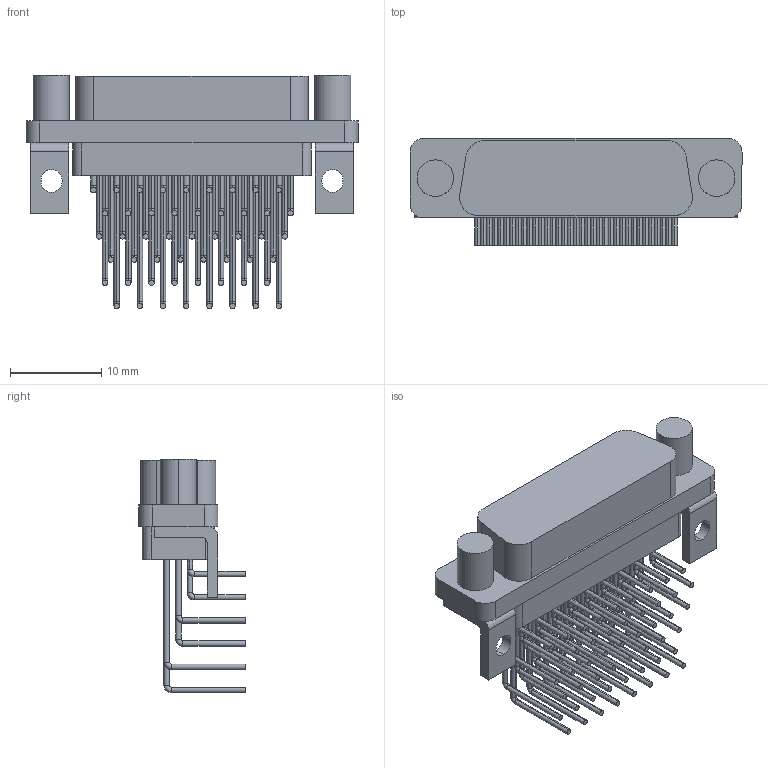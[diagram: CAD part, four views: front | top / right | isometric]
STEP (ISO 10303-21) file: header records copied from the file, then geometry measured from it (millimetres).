
FILE_DESCRIPTION (( 'STEP AP214' ), '1' );
FILE_NAME ('J30J-51ZKW.stp', '2023-07-07T06:59:54', ( '' ), ( '' ), 'SwSTEP 2.0', 'SolidWorks 2020', '' );
FILE_SCHEMA (( 'AUTOMOTIVE_DESIGN' ));
Length unit declared in the file: millimetre
Products named in the file (1): J30J-51ZKW
Bounding box: 36.4 x 11.7 x 25.58 mm (x, y, z)
Volume: 2904.5 mm3; surface area: 3219.6 mm2
Topology: 1 solids, 3 shells, 428 faces, 909 edges, 544 vertices
Faces by surface type: cylinder 235, torus 102, plane 91
Entity records: 16341 total; most frequent: DIRECTION 2357, CARTESIAN_POINT 1882, ORIENTED_EDGE 1818, AXIS2_PLACEMENT_3D 1019, EDGE_CURVE 909, CIRCLE 590, VERTEX_POINT 544, EDGE_LOOP 489
